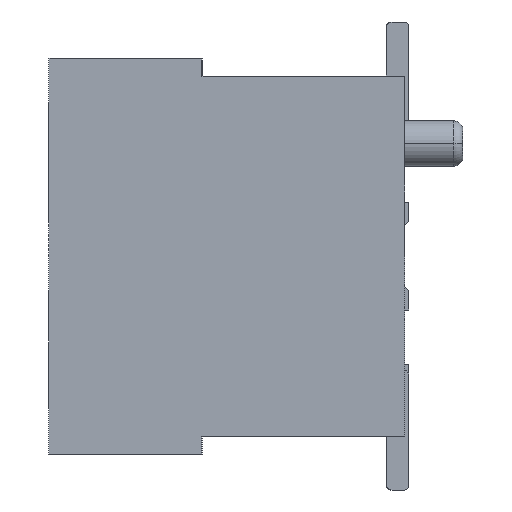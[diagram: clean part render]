
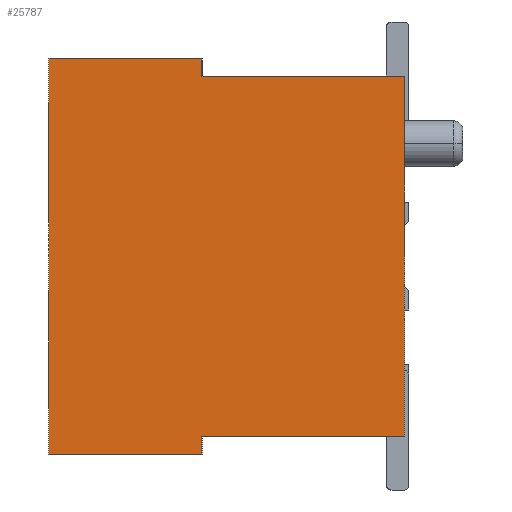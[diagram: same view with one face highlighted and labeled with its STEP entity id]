
A CAD part, left-side view. The second image highlights one B-rep face of the part: STEP entity #25787.
In plain terms, the highlighted planar face has unit normal (-1, 0, 0).
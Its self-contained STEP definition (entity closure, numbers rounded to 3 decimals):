
#137=DIRECTION('',(0.,-1.,0.));
#138=VECTOR('',#137,2.25);
#139=CARTESIAN_POINT('',(-1.35,2.25,-2.));
#140=LINE('',#139,#138);
#193=DIRECTION('',(0.,0.,-1.));
#194=VECTOR('',#193,0.2);
#195=CARTESIAN_POINT('',(-1.35,2.25,-2.));
#196=LINE('',#195,#194);
#205=DIRECTION('',(0.,1.,0.));
#206=VECTOR('',#205,1.7);
#207=CARTESIAN_POINT('',(-1.35,2.25,-2.2));
#208=LINE('',#207,#206);
#221=DIRECTION('',(0.,0.,1.));
#222=VECTOR('',#221,4.4);
#223=CARTESIAN_POINT('',(-1.35,3.95,-2.2));
#224=LINE('',#223,#222);
#233=DIRECTION('',(0.,-1.,0.));
#234=VECTOR('',#233,1.7);
#235=CARTESIAN_POINT('',(-1.35,3.95,2.2));
#236=LINE('',#235,#234);
#249=DIRECTION('',(0.,0.,1.));
#250=VECTOR('',#249,0.2);
#251=CARTESIAN_POINT('',(-1.35,2.25,2.));
#252=LINE('',#251,#250);
#253=DIRECTION('',(0.,1.,0.));
#254=VECTOR('',#253,2.25);
#255=CARTESIAN_POINT('',(-1.35,0.,2.));
#256=LINE('',#255,#254);
#265=DIRECTION('',(0.,0.,1.));
#266=VECTOR('',#265,4.);
#267=CARTESIAN_POINT('',(-1.35,0.,-2.));
#268=LINE('',#267,#266);
#21195=CARTESIAN_POINT('',(-1.35,0.,2.));
#21196=CARTESIAN_POINT('',(-1.35,2.25,2.));
#21197=VERTEX_POINT('',#21195);
#21198=VERTEX_POINT('',#21196);
#21243=CARTESIAN_POINT('',(-1.35,2.25,2.2));
#21244=VERTEX_POINT('',#21243);
#21245=CARTESIAN_POINT('',(-1.35,2.25,-2.));
#21246=CARTESIAN_POINT('',(-1.35,2.25,-2.2));
#21247=VERTEX_POINT('',#21245);
#21248=VERTEX_POINT('',#21246);
#21249=CARTESIAN_POINT('',(-1.35,3.95,-2.2));
#21250=VERTEX_POINT('',#21249);
#21251=CARTESIAN_POINT('',(-1.35,3.95,2.2));
#21252=VERTEX_POINT('',#21251);
#21253=CARTESIAN_POINT('',(-1.35,0.,-2.));
#21254=VERTEX_POINT('',#21253);
#25771=CARTESIAN_POINT('',(-1.35,1.975,0.));
#25772=DIRECTION('',(1.,0.,0.));
#25773=DIRECTION('',(0.,0.,1.));
#25774=AXIS2_PLACEMENT_3D('',#25771,#25772,#25773);
#25775=PLANE('',#25774);
#25776=ORIENTED_EDGE('',*,*,#24724,.T.);
#25777=ORIENTED_EDGE('',*,*,#24739,.T.);
#25778=ORIENTED_EDGE('',*,*,#24754,.T.);
#25779=ORIENTED_EDGE('',*,*,#25749,.T.);
#25780=ORIENTED_EDGE('',*,*,#25763,.F.);
#25781=ORIENTED_EDGE('',*,*,#24266,.F.);
#25783=ORIENTED_EDGE('',*,*,#25782,.F.);
#25784=ORIENTED_EDGE('',*,*,#24641,.F.);
#25785=EDGE_LOOP('',(#25776,#25777,#25778,#25779,#25780,#25781,#25783,#25784));
#25786=FACE_OUTER_BOUND('',#25785,.F.);
#24266=EDGE_CURVE('',#21197,#21198,#256,.T.);
#24641=EDGE_CURVE('',#21247,#21254,#140,.T.);
#24724=EDGE_CURVE('',#21247,#21248,#196,.T.);
#24739=EDGE_CURVE('',#21248,#21250,#208,.T.);
#24754=EDGE_CURVE('',#21250,#21252,#224,.T.);
#25749=EDGE_CURVE('',#21252,#21244,#236,.T.);
#25763=EDGE_CURVE('',#21198,#21244,#252,.T.);
#25782=EDGE_CURVE('',#21254,#21197,#268,.T.);
#25787=ADVANCED_FACE('',(#25786),#25775,.F.);
